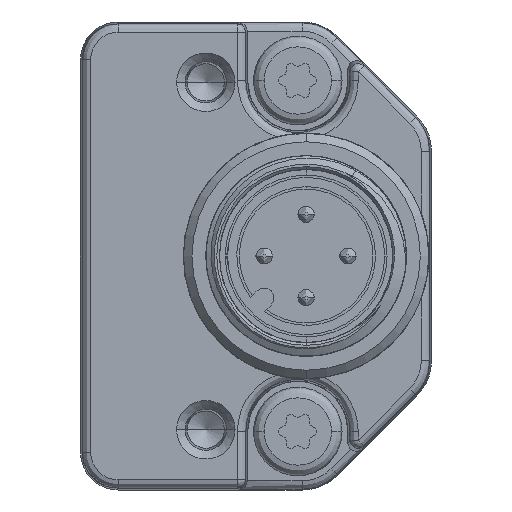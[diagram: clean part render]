
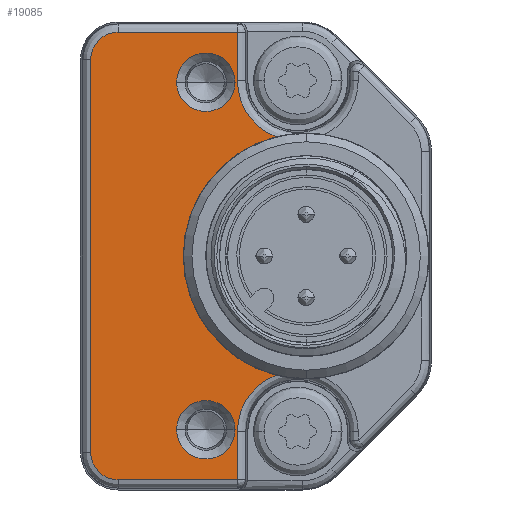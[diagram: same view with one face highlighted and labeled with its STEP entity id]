
A CAD part, left-side view. The second image highlights one B-rep face of the part: STEP entity #19085.
In plain terms, the highlighted planar face has unit normal (-1, 0, 0).
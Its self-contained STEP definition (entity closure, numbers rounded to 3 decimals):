
#510=CARTESIAN_POINT('',(-13.,9.297,-7.127));
#664=CARTESIAN_POINT('',(-13.,9.297,7.127));
#687=CARTESIAN_POINT('',(-13.,8.,-10.5));
#688=DIRECTION('',(1.,0.,0.));
#689=DIRECTION('',(0.,1.,0.));
#690=AXIS2_PLACEMENT_3D('',#687,#688,#689);
#692=DIRECTION('',(0.,0.,1.));
#693=VECTOR('',#692,2.891);
#694=CARTESIAN_POINT('',(-13.,11.614,-13.391));
#695=LINE('',#694,#693);
#696=DIRECTION('',(0.,-1.,0.));
#697=VECTOR('',#696,7.136);
#698=CARTESIAN_POINT('',(-13.,18.75,-13.391));
#699=LINE('',#698,#697);
#700=CARTESIAN_POINT('',(-13.,18.75,-11.75));
#701=DIRECTION('',(-1.,0.,0.));
#702=DIRECTION('',(0.,1.,0.));
#703=AXIS2_PLACEMENT_3D('',#700,#701,#702);
#705=DIRECTION('',(0.,0.,-1.));
#706=VECTOR('',#705,23.5);
#707=CARTESIAN_POINT('',(-13.,20.391,11.75));
#708=LINE('',#707,#706);
#709=CARTESIAN_POINT('',(-13.,18.75,11.75));
#710=DIRECTION('',(-1.,0.,0.));
#711=DIRECTION('',(0.,0.,1.));
#712=AXIS2_PLACEMENT_3D('',#709,#710,#711);
#714=DIRECTION('',(0.,1.,0.));
#715=VECTOR('',#714,7.136);
#716=CARTESIAN_POINT('',(-13.,11.614,13.391));
#717=LINE('',#716,#715);
#718=DIRECTION('',(0.,0.,1.));
#719=VECTOR('',#718,2.891);
#720=CARTESIAN_POINT('',(-13.,11.614,10.5));
#721=LINE('',#720,#719);
#722=CARTESIAN_POINT('',(-13.,8.,10.5));
#723=DIRECTION('',(1.,0.,0.));
#724=DIRECTION('',(0.,0.359,-0.933));
#725=AXIS2_PLACEMENT_3D('',#722,#723,#724);
#727=CARTESIAN_POINT('',(-13.,7.5,0.));
#728=DIRECTION('',(-1.,0.,0.));
#729=DIRECTION('',(0.,0.244,0.97));
#730=AXIS2_PLACEMENT_3D('',#727,#728,#729);
#732=CARTESIAN_POINT('',(-13.,13.5,-10.392));
#733=DIRECTION('',(1.,0.,0.));
#734=DIRECTION('',(0.,1.,0.));
#735=AXIS2_PLACEMENT_3D('',#732,#733,#734);
#737=CARTESIAN_POINT('',(-13.,13.5,-10.392));
#738=DIRECTION('',(1.,0.,0.));
#739=DIRECTION('',(0.,-1.,0.));
#740=AXIS2_PLACEMENT_3D('',#737,#738,#739);
#742=CARTESIAN_POINT('',(-13.,13.5,10.392));
#743=DIRECTION('',(1.,0.,0.));
#744=DIRECTION('',(0.,1.,0.));
#745=AXIS2_PLACEMENT_3D('',#742,#743,#744);
#747=CARTESIAN_POINT('',(-13.,13.5,10.392));
#748=DIRECTION('',(1.,0.,0.));
#749=DIRECTION('',(0.,-1.,0.));
#750=AXIS2_PLACEMENT_3D('',#747,#748,#749);
#17247=VERTEX_POINT('',#510);
#17248=VERTEX_POINT('',#664);
#17281=CARTESIAN_POINT('',(-13.,20.391,-11.75));
#17282=CARTESIAN_POINT('',(-13.,18.75,-13.391));
#17283=VERTEX_POINT('',#17281);
#17284=VERTEX_POINT('',#17282);
#17289=CARTESIAN_POINT('',(-13.,20.391,11.75));
#17290=VERTEX_POINT('',#17289);
#17293=CARTESIAN_POINT('',(-13.,18.75,13.391));
#17294=VERTEX_POINT('',#17293);
#17331=CARTESIAN_POINT('',(-13.,11.614,-10.5));
#17332=VERTEX_POINT('',#17331);
#17333=CARTESIAN_POINT('',(-13.,11.614,-13.391));
#17334=VERTEX_POINT('',#17333);
#17351=CARTESIAN_POINT('',(-13.,11.614,10.5));
#17352=VERTEX_POINT('',#17351);
#17353=CARTESIAN_POINT('',(-13.,11.614,13.391));
#17354=VERTEX_POINT('',#17353);
#17430=CARTESIAN_POINT('',(-13.,15.25,-10.392));
#17431=CARTESIAN_POINT('',(-13.,11.75,-10.392));
#17432=VERTEX_POINT('',#17430);
#17433=VERTEX_POINT('',#17431);
#17434=CARTESIAN_POINT('',(-13.,15.25,10.392));
#17435=CARTESIAN_POINT('',(-13.,11.75,10.392));
#17436=VERTEX_POINT('',#17434);
#17437=VERTEX_POINT('',#17435);
#19050=CARTESIAN_POINT('',(-13.,0.,0.));
#19051=DIRECTION('',(-1.,0.,0.));
#19052=DIRECTION('',(0.,0.,1.));
#19053=AXIS2_PLACEMENT_3D('',#19050,#19051,#19052);
#19054=PLANE('',#19053);
#19055=ORIENTED_EDGE('',*,*,#18898,.F.);
#19057=ORIENTED_EDGE('',*,*,#19056,.F.);
#19059=ORIENTED_EDGE('',*,*,#19058,.F.);
#19061=ORIENTED_EDGE('',*,*,#19060,.F.);
#19063=ORIENTED_EDGE('',*,*,#19062,.F.);
#19065=ORIENTED_EDGE('',*,*,#19064,.F.);
#19067=ORIENTED_EDGE('',*,*,#19066,.F.);
#19068=ORIENTED_EDGE('',*,*,#19041,.F.);
#19069=ORIENTED_EDGE('',*,*,#18999,.F.);
#19070=ORIENTED_EDGE('',*,*,#18913,.T.);
#19071=EDGE_LOOP('',(#19055,#19057,#19059,#19061,#19063,#19065,#19067,#19068,
#19069,#19070));
#19072=FACE_OUTER_BOUND('',#19071,.F.);
#19074=ORIENTED_EDGE('',*,*,#19073,.F.);
#19076=ORIENTED_EDGE('',*,*,#19075,.F.);
#19077=EDGE_LOOP('',(#19074,#19076));
#19078=FACE_BOUND('',#19077,.F.);
#19080=ORIENTED_EDGE('',*,*,#19079,.F.);
#19082=ORIENTED_EDGE('',*,*,#19081,.F.);
#19083=EDGE_LOOP('',(#19080,#19082));
#19084=FACE_BOUND('',#19083,.F.);
#19085=ADVANCED_FACE('',(#19072,#19078,#19084),#19054,.T.);
#691=CIRCLE('',#690,3.614);
#704=CIRCLE('',#703,1.641);
#713=CIRCLE('',#712,1.641);
#726=CIRCLE('',#725,3.614);
#731=CIRCLE('',#730,7.35);
#736=CIRCLE('',#735,1.75);
#741=CIRCLE('',#740,1.75);
#746=CIRCLE('',#745,1.75);
#751=CIRCLE('',#750,1.75);
#18898=EDGE_CURVE('',#17332,#17247,#691,.T.);
#18913=EDGE_CURVE('',#17248,#17247,#731,.T.);
#18999=EDGE_CURVE('',#17248,#17352,#726,.T.);
#19041=EDGE_CURVE('',#17352,#17354,#721,.T.);
#19056=EDGE_CURVE('',#17334,#17332,#695,.T.);
#19058=EDGE_CURVE('',#17284,#17334,#699,.T.);
#19060=EDGE_CURVE('',#17283,#17284,#704,.T.);
#19062=EDGE_CURVE('',#17290,#17283,#708,.T.);
#19064=EDGE_CURVE('',#17294,#17290,#713,.T.);
#19066=EDGE_CURVE('',#17354,#17294,#717,.T.);
#19073=EDGE_CURVE('',#17432,#17433,#736,.T.);
#19075=EDGE_CURVE('',#17433,#17432,#741,.T.);
#19079=EDGE_CURVE('',#17436,#17437,#746,.T.);
#19081=EDGE_CURVE('',#17437,#17436,#751,.T.);
